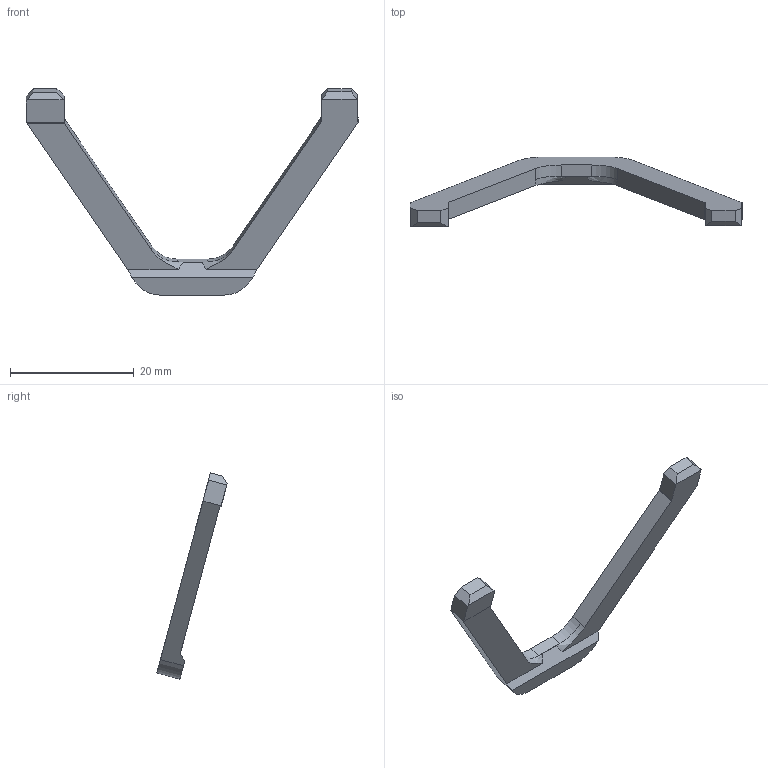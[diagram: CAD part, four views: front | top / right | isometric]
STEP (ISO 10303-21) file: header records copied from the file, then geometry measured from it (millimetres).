
FILE_DESCRIPTION(/* description */ (''),/* implementation_level */ '2;1');
FILE_NAME(/* name */ 'stand.step',/* time_stamp */ '2021-10-10T13:22:47-05:00',/* author */ (''),/* organization */ (''),/* preprocessor_version */ 'ST-DEVELOPER v18.1',/* originating_system */ 'Autodesk Translation Framework v10.10.0.1391',/* authorisation */ '');
FILE_SCHEMA (('AUTOMOTIVE_DESIGN { 1 0 10303 214 3 1 1 }'));
Length unit declared in the file: millimetre
Products named in the file (3): Case Final; CardClock; Stand
Assembly tree (2 placements, depth 3):
  Case Final
    CardClock
      Stand
Bounding box: 53.7 x 11.36 x 33.36 mm (x, y, z)
Volume: 1295.3 mm3; surface area: 1401.8 mm2
Topology: 1 solids, 1 shells, 33 faces, 89 edges, 58 vertices
Faces by surface type: plane 27, cylinder 4, bspline 2
Entity records: 1239 total; most frequent: CARTESIAN_POINT 350, ORIENTED_EDGE 178, DIRECTION 163, EDGE_CURVE 89, LINE 75, VECTOR 75, VERTEX_POINT 58, AXIS2_PLACEMENT_3D 44
